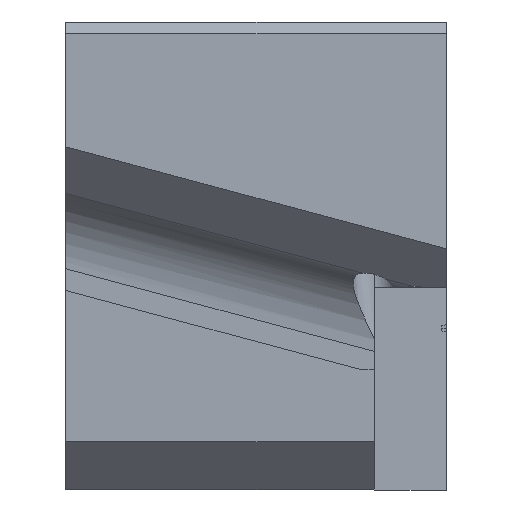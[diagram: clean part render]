
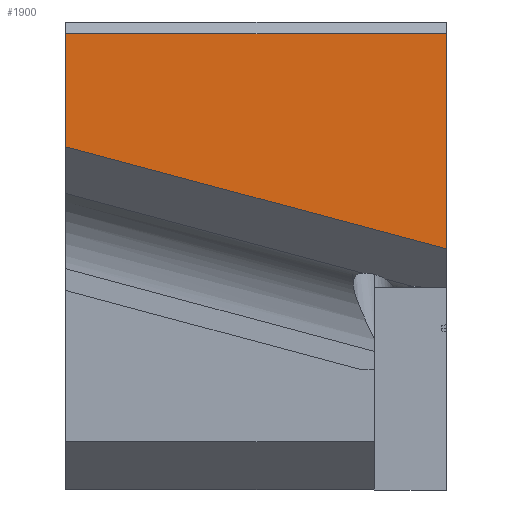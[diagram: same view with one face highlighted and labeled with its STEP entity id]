
A CAD part, left-side view. The second image highlights one B-rep face of the part: STEP entity #1900.
In plain terms, the highlighted planar face has unit normal (-1, 0, 0).
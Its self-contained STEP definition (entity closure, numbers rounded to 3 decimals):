
#242 = DIRECTION ( 'NONE',  ( 0., 0., -1. ) ) ;
#321 = CARTESIAN_POINT ( 'NONE',  ( -135., 15.875, 0. ) ) ;
#431 = CARTESIAN_POINT ( 'NONE',  ( -135., 0., -9.451 ) ) ;
#613 = EDGE_LOOP ( 'NONE', ( #2223, #2189, #2460, #2468 ) ) ;
#631 = EDGE_CURVE ( 'NONE', #1435, #766, #1409, .T. ) ;
#674 = CARTESIAN_POINT ( 'NONE',  ( -135., 15.875, -0.5 ) ) ;
#766 = VERTEX_POINT ( 'NONE', #2246 ) ;
#837 = VERTEX_POINT ( 'NONE', #2244 ) ;
#851 = AXIS2_PLACEMENT_3D ( 'NONE', #2219, #2198, #2179 ) ;
#863 = CARTESIAN_POINT ( 'NONE',  ( -135., 0., 0. ) ) ;
#888 = VECTOR ( 'NONE', #1357, 1000. ) ;
#905 = DIRECTION ( 'NONE',  ( 0., 0., 1. ) ) ;
#957 = FACE_OUTER_BOUND ( 'NONE', #613, .T. ) ;
#1357 = DIRECTION ( 'NONE',  ( 0., -0.966, -0.259 ) ) ;
#1400 = CARTESIAN_POINT ( 'NONE',  ( -135., 2.363, -8.818 ) ) ;
#1409 = LINE ( 'NONE', #321, #1788 ) ;
#1423 = LINE ( 'NONE', #863, #2327 ) ;
#1435 = VERTEX_POINT ( 'NONE', #674 ) ;
#1443 = LINE ( 'NONE', #1400, #888 ) ;
#1513 = DIRECTION ( 'NONE',  ( 0., 1., 0. ) ) ;
#1520 = CARTESIAN_POINT ( 'NONE',  ( -135., 0., -0.5 ) ) ;
#1597 = VECTOR ( 'NONE', #1513, 1000. ) ;
#1651 = LINE ( 'NONE', #1520, #1597 ) ;
#1788 = VECTOR ( 'NONE', #242, 1000. ) ;
#1900 = ADVANCED_FACE ( 'NONE', ( #957 ), #2226, .F. ) ;
#2065 = EDGE_CURVE ( 'NONE', #837, #1435, #1651, .T. ) ;
#2103 = EDGE_CURVE ( 'NONE', #766, #2361, #1443, .T. ) ;
#2179 = DIRECTION ( 'NONE',  ( 0., 0., -1. ) ) ;
#2189 = ORIENTED_EDGE ( 'NONE', *, *, #2065, .T. ) ;
#2197 = EDGE_CURVE ( 'NONE', #2361, #837, #1423, .T. ) ;
#2198 = DIRECTION ( 'NONE',  ( 1., 0., 0. ) ) ;
#2219 = CARTESIAN_POINT ( 'NONE',  ( -135., 0., 0. ) ) ;
#2223 = ORIENTED_EDGE ( 'NONE', *, *, #2197, .T. ) ;
#2226 = PLANE ( 'NONE',  #851 ) ;
#2244 = CARTESIAN_POINT ( 'NONE',  ( -135., 0., -0.5 ) ) ;
#2246 = CARTESIAN_POINT ( 'NONE',  ( -135., 15.875, -5.198 ) ) ;
#2327 = VECTOR ( 'NONE', #905, 1000. ) ;
#2361 = VERTEX_POINT ( 'NONE', #431 ) ;
#2460 = ORIENTED_EDGE ( 'NONE', *, *, #631, .T. ) ;
#2468 = ORIENTED_EDGE ( 'NONE', *, *, #2103, .T. ) ;
